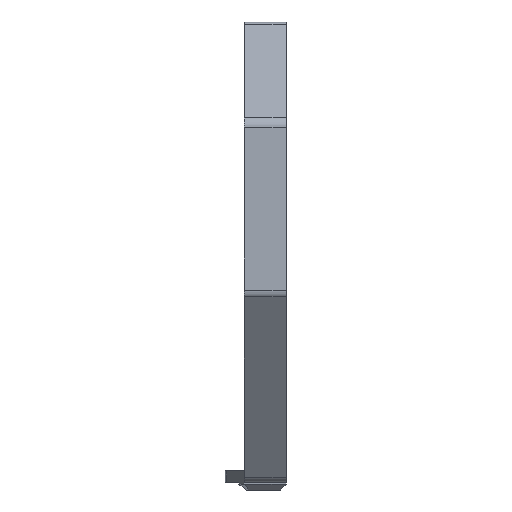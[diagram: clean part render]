
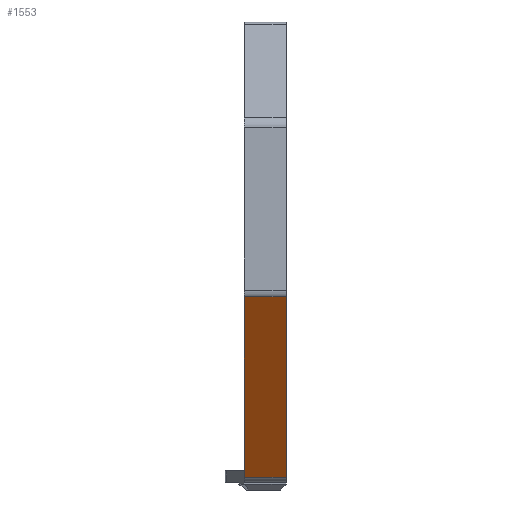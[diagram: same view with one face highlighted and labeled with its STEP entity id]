
A CAD part, left-side view. The second image highlights one B-rep face of the part: STEP entity #1553.
In plain terms, the highlighted planar face has unit normal (-0.819, 0, -0.574).
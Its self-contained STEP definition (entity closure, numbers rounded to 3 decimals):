
#44 = PLANE('',#45);
#45 = AXIS2_PLACEMENT_3D('',#46,#47,#48);
#46 = CARTESIAN_POINT('',(-59.05,82.13,40.713
    ));
#47 = DIRECTION('',(0.,-1.,0.));
#48 = DIRECTION('',(0.,0.,-1.));
#732 = VERTEX_POINT('',#733);
#733 = CARTESIAN_POINT('',(-106.854,82.13,
    48.376));
#752 = CYLINDRICAL_SURFACE('',#753,3.);
#753 = AXIS2_PLACEMENT_3D('',#754,#755,#756);
#754 = CARTESIAN_POINT('',(-104.397,82.13,50.097)
  );
#755 = DIRECTION('',(0.,1.,0.));
#756 = DIRECTION('',(-0.819,0.,-0.574
    ));
#764 = EDGE_CURVE('',#765,#732,#767,.T.);
#765 = VERTEX_POINT('',#766);
#766 = CARTESIAN_POINT('',(-73.873,82.13,
    1.279));
#767 = SURFACE_CURVE('',#768,(#772,#779),.PCURVE_S1.);
#768 = LINE('',#769,#770);
#769 = CARTESIAN_POINT('',(-72.978,82.13,0.));
#770 = VECTOR('',#771,1.);
#771 = DIRECTION('',(-0.574,0.,0.819));
#772 = PCURVE('',#44,#773);
#773 = DEFINITIONAL_REPRESENTATION('',(#774),#778);
#774 = LINE('',#775,#776);
#775 = CARTESIAN_POINT('',(40.713,-13.928));
#776 = VECTOR('',#777,1.);
#777 = DIRECTION('',(-0.819,-0.574));
#778 = ( GEOMETRIC_REPRESENTATION_CONTEXT(2) 
PARAMETRIC_REPRESENTATION_CONTEXT() REPRESENTATION_CONTEXT('2D SPACE',''
  ) );
#779 = PCURVE('',#780,#785);
#780 = PLANE('',#781);
#781 = AXIS2_PLACEMENT_3D('',#782,#783,#784);
#782 = CARTESIAN_POINT('',(-72.978,82.13,0.));
#783 = DIRECTION('',(0.819,0.,0.574));
#784 = DIRECTION('',(-0.574,0.,0.819));
#785 = DEFINITIONAL_REPRESENTATION('',(#786),#790);
#786 = LINE('',#787,#788);
#787 = CARTESIAN_POINT('',(0.,0.));
#788 = VECTOR('',#789,1.);
#789 = DIRECTION('',(1.,0.));
#790 = ( GEOMETRIC_REPRESENTATION_CONTEXT(2) 
PARAMETRIC_REPRESENTATION_CONTEXT() REPRESENTATION_CONTEXT('2D SPACE',''
  ) );
#813 = CYLINDRICAL_SURFACE('',#814,3.);
#814 = AXIS2_PLACEMENT_3D('',#815,#816,#817);
#815 = CARTESIAN_POINT('',(-71.416,82.13,3.));
#816 = DIRECTION('',(0.,1.,0.));
#817 = DIRECTION('',(0.,0.,-1.));
#1443 = PLANE('',#1444);
#1444 = AXIS2_PLACEMENT_3D('',#1445,#1446,#1447);
#1445 = CARTESIAN_POINT('',(-90.021,93.03,
    66.381));
#1446 = DIRECTION('',(0.,1.,0.));
#1447 = DIRECTION('',(0.,0.,1.));
#1508 = EDGE_CURVE('',#765,#1509,#1511,.T.);
#1509 = VERTEX_POINT('',#1510);
#1510 = CARTESIAN_POINT('',(-73.873,93.03,
    1.279));
#1511 = SURFACE_CURVE('',#1512,(#1516,#1523),.PCURVE_S1.);
#1512 = LINE('',#1513,#1514);
#1513 = CARTESIAN_POINT('',(-73.873,82.13,
    1.279));
#1514 = VECTOR('',#1515,1.);
#1515 = DIRECTION('',(0.,1.,0.));
#1516 = PCURVE('',#813,#1517);
#1517 = DEFINITIONAL_REPRESENTATION('',(#1518),#1522);
#1518 = LINE('',#1519,#1520);
#1519 = CARTESIAN_POINT('',(0.96,0.));
#1520 = VECTOR('',#1521,1.);
#1521 = DIRECTION('',(0.,1.));
#1522 = ( GEOMETRIC_REPRESENTATION_CONTEXT(2) 
PARAMETRIC_REPRESENTATION_CONTEXT() REPRESENTATION_CONTEXT('2D SPACE',''
  ) );
#1523 = PCURVE('',#780,#1524);
#1524 = DEFINITIONAL_REPRESENTATION('',(#1525),#1529);
#1525 = LINE('',#1526,#1527);
#1526 = CARTESIAN_POINT('',(1.562,0.));
#1527 = VECTOR('',#1528,1.);
#1528 = DIRECTION('',(0.,-1.));
#1529 = ( GEOMETRIC_REPRESENTATION_CONTEXT(2) 
PARAMETRIC_REPRESENTATION_CONTEXT() REPRESENTATION_CONTEXT('2D SPACE',''
  ) );
#1553 = ADVANCED_FACE('',(#1554),#780,.F.);
#1554 = FACE_BOUND('',#1555,.F.);
#1555 = EDGE_LOOP('',(#1556,#1557,#1558,#1581));
#1556 = ORIENTED_EDGE('',*,*,#764,.F.);
#1557 = ORIENTED_EDGE('',*,*,#1508,.T.);
#1558 = ORIENTED_EDGE('',*,*,#1559,.T.);
#1559 = EDGE_CURVE('',#1509,#1560,#1562,.T.);
#1560 = VERTEX_POINT('',#1561);
#1561 = CARTESIAN_POINT('',(-106.854,93.03,
    48.376));
#1562 = SURFACE_CURVE('',#1563,(#1567,#1574),.PCURVE_S1.);
#1563 = LINE('',#1564,#1565);
#1564 = CARTESIAN_POINT('',(-72.978,93.03,0.));
#1565 = VECTOR('',#1566,1.);
#1566 = DIRECTION('',(-0.574,0.,0.819));
#1567 = PCURVE('',#780,#1568);
#1568 = DEFINITIONAL_REPRESENTATION('',(#1569),#1573);
#1569 = LINE('',#1570,#1571);
#1570 = CARTESIAN_POINT('',(0.,-10.9));
#1571 = VECTOR('',#1572,1.);
#1572 = DIRECTION('',(1.,0.));
#1573 = ( GEOMETRIC_REPRESENTATION_CONTEXT(2) 
PARAMETRIC_REPRESENTATION_CONTEXT() REPRESENTATION_CONTEXT('2D SPACE',''
  ) );
#1574 = PCURVE('',#1443,#1575);
#1575 = DEFINITIONAL_REPRESENTATION('',(#1576),#1580);
#1576 = LINE('',#1577,#1578);
#1577 = CARTESIAN_POINT('',(-66.381,17.043));
#1578 = VECTOR('',#1579,1.);
#1579 = DIRECTION('',(0.819,-0.574));
#1580 = ( GEOMETRIC_REPRESENTATION_CONTEXT(2) 
PARAMETRIC_REPRESENTATION_CONTEXT() REPRESENTATION_CONTEXT('2D SPACE',''
  ) );
#1581 = ORIENTED_EDGE('',*,*,#1582,.F.);
#1582 = EDGE_CURVE('',#732,#1560,#1583,.T.);
#1583 = SURFACE_CURVE('',#1584,(#1588,#1595),.PCURVE_S1.);
#1584 = LINE('',#1585,#1586);
#1585 = CARTESIAN_POINT('',(-106.854,82.13,
    48.376));
#1586 = VECTOR('',#1587,1.);
#1587 = DIRECTION('',(0.,1.,0.));
#1588 = PCURVE('',#780,#1589);
#1589 = DEFINITIONAL_REPRESENTATION('',(#1590),#1594);
#1590 = LINE('',#1591,#1592);
#1591 = CARTESIAN_POINT('',(59.058,0.));
#1592 = VECTOR('',#1593,1.);
#1593 = DIRECTION('',(0.,-1.));
#1594 = ( GEOMETRIC_REPRESENTATION_CONTEXT(2) 
PARAMETRIC_REPRESENTATION_CONTEXT() REPRESENTATION_CONTEXT('2D SPACE',''
  ) );
#1595 = PCURVE('',#752,#1596);
#1596 = DEFINITIONAL_REPRESENTATION('',(#1597),#1601);
#1597 = LINE('',#1598,#1599);
#1598 = CARTESIAN_POINT('',(0.,0.));
#1599 = VECTOR('',#1600,1.);
#1600 = DIRECTION('',(0.,1.));
#1601 = ( GEOMETRIC_REPRESENTATION_CONTEXT(2) 
PARAMETRIC_REPRESENTATION_CONTEXT() REPRESENTATION_CONTEXT('2D SPACE',''
  ) );
